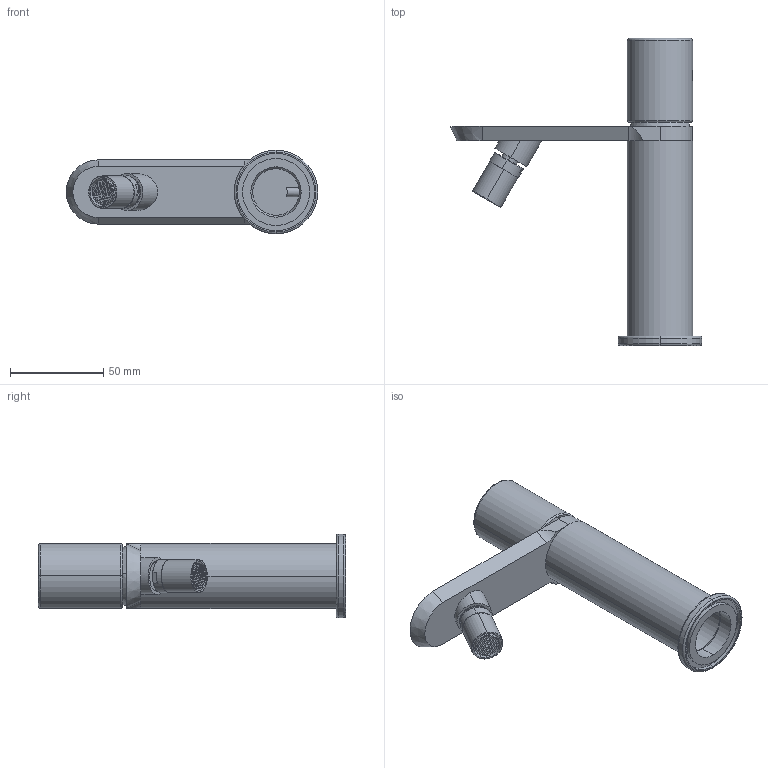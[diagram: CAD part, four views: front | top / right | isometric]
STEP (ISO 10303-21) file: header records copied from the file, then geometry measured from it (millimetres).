
FILE_DESCRIPTION (( 'STEP AP214' ), '1' );
FILE_NAME ('24086.STEP', '2023-09-14T07:12:10', ( '' ), ( '' ), 'SwSTEP 2.0', 'SolidWorks 2018', '' );
FILE_SCHEMA (( 'AUTOMOTIVE_DESIGN' ));
Length unit declared in the file: millimetre
Products named in the file (1): 24086
Bounding box: 135.2 x 165.04 x 44.9 mm (x, y, z)
Surface area: 41880.9 mm2 (no closed solid volume)
Topology: 0 solids, 10 shells, 250 faces, 756 edges, 521 vertices
Faces by surface type: plane 187, cylinder 39, torus 13, cone 9, bspline 2
Entity records: 11222 total; most frequent: CARTESIAN_POINT 1734, DIRECTION 1360, ORIENTED_EDGE 1224, EDGE_CURVE 756, LINE 614, VECTOR 614, VERTEX_POINT 521, AXIS2_PLACEMENT_3D 373
